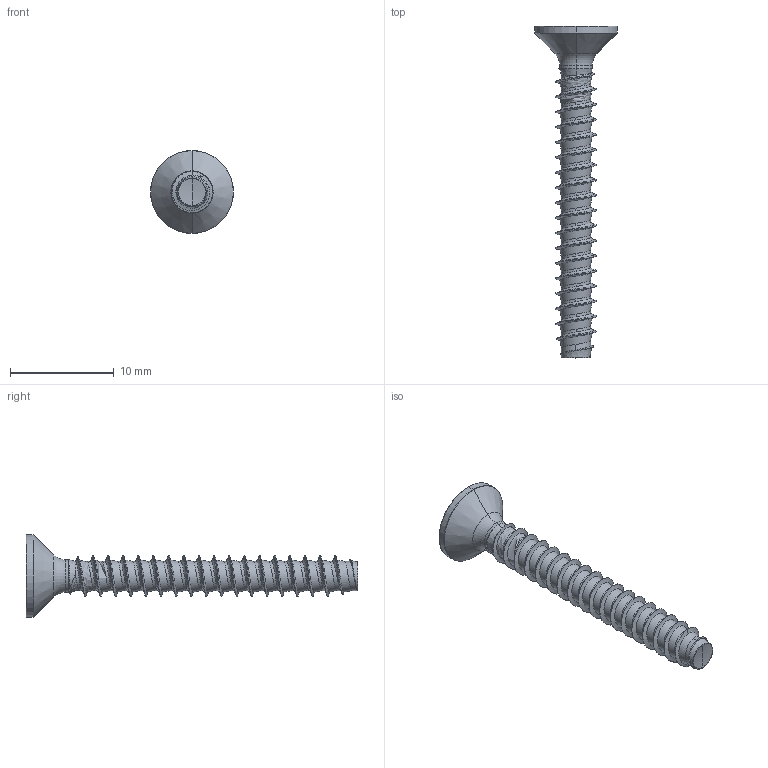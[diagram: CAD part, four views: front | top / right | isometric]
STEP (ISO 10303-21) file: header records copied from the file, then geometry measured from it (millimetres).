
FILE_DESCRIPTION (( 'STEP AP203' ), '1' );
FILE_NAME ('STP430400320.STEP', '2020-09-22T13:24:01', ( '' ), ( '' ), 'SwSTEP 2.0', 'SolidWorks 2015', '' );
FILE_SCHEMA (( 'CONFIG_CONTROL_DESIGN' ));
Length unit declared in the file: millimetre
Products named in the file (2): STP430400320
Bounding box: 8 x 32 x 8 mm (x, y, z)
Volume: 296.7 mm3; surface area: 583.1 mm2
Topology: 1 solids, 1 shells, 127 faces, 318 edges, 195 vertices
Faces by surface type: cylinder 65, bspline 35, cone 12, torus 10, plane 3, sphere 2
Entity records: 34697 total; most frequent: CARTESIAN_POINT 31966, ORIENTED_EDGE 636, DIRECTION 413, EDGE_CURVE 318, VERTEX_POINT 195, AXIS2_PLACEMENT_3D 166, EDGE_LOOP 129, B_SPLINE_CURVE_WITH_KNOTS 127
